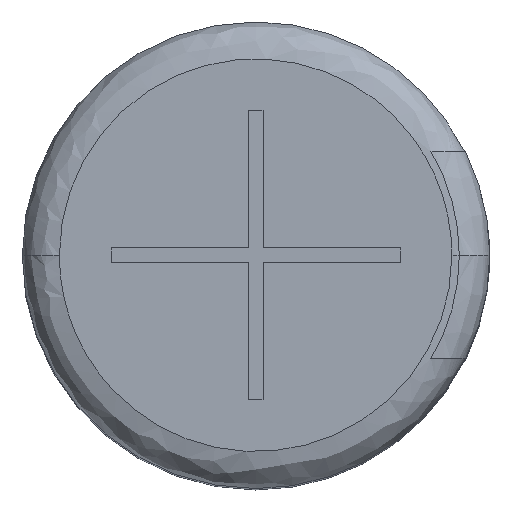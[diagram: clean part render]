
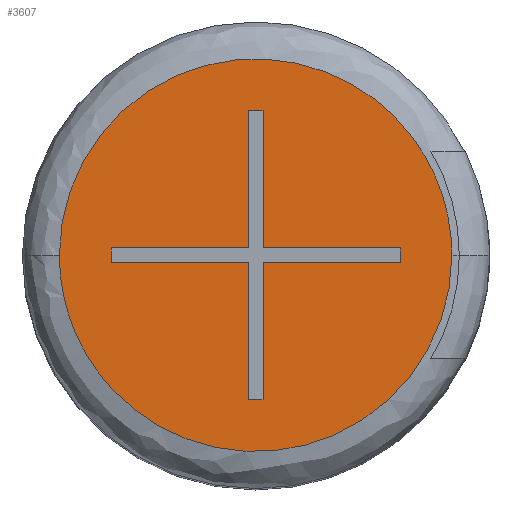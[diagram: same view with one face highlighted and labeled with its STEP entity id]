
A CAD part, top view. The second image highlights one B-rep face of the part: STEP entity #3607.
In plain terms, the highlighted planar face has unit normal (0, 0, 1).
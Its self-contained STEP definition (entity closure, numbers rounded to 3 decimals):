
#10 = DIRECTION ( 'NONE',  ( -1., 0., 0. ) ) ;
#31 = CARTESIAN_POINT ( 'NONE',  ( 1.95, -0.1, 12. ) ) ;
#164 = EDGE_CURVE ( 'NONE', #1317, #813, #1556, .T. ) ;
#176 = VECTOR ( 'NONE', #1527, 1000. ) ;
#197 = CARTESIAN_POINT ( 'NONE',  ( 2.65, -5.3, 12. ) ) ;
#203 = VERTEX_POINT ( 'NONE', #31 ) ;
#208 = EDGE_CURVE ( 'NONE', #3083, #2590, #2459, .T. ) ;
#266 = CARTESIAN_POINT ( 'NONE',  ( 0.1, -0.1, 12. ) ) ;
#293 = CARTESIAN_POINT ( 'NONE',  ( -1.95, 0., 12. ) ) ;
#425 = LINE ( 'NONE', #438, #3745 ) ;
#438 = CARTESIAN_POINT ( 'NONE',  ( 0., 0.1, 12. ) ) ;
#447 = VERTEX_POINT ( 'NONE', #2145 ) ;
#515 = EDGE_CURVE ( 'NONE', #1069, #941, #1835, .T. ) ;
#595 = VERTEX_POINT ( 'NONE', #1339 ) ;
#640 = EDGE_CURVE ( 'NONE', #1890, #1069, #425, .T. ) ;
#680 = ORIENTED_EDGE ( 'NONE', *, *, #208, .F. ) ;
#692 = EDGE_LOOP ( 'NONE', ( #1266, #1077, #1936, #3687, #947, #1661, #1832, #3983, #1909, #3784, #680, #3695 ) ) ;
#813 = VERTEX_POINT ( 'NONE', #266 ) ;
#814 = EDGE_CURVE ( 'NONE', #3586, #447, #1849, .T. ) ;
#822 = VECTOR ( 'NONE', #10, 1000. ) ;
#858 = EDGE_CURVE ( 'NONE', #3835, #1890, #3633, .T. ) ;
#890 = VERTEX_POINT ( 'NONE', #1548 ) ;
#941 = VERTEX_POINT ( 'NONE', #1648 ) ;
#947 = ORIENTED_EDGE ( 'NONE', *, *, #1315, .F. ) ;
#988 = AXIS2_PLACEMENT_3D ( 'NONE', #2112, #2780, #1198 ) ;
#1032 = CARTESIAN_POINT ( 'NONE',  ( 2.65, 5.3, 12. ) ) ;
#1033 = DIRECTION ( 'NONE',  ( -1., 0., 0. ) ) ;
#1034 = VECTOR ( 'NONE', #2712, 1000. ) ;
#1069 = VERTEX_POINT ( 'NONE', #3919 ) ;
#1077 = ORIENTED_EDGE ( 'NONE', *, *, #164, .F. ) ;
#1100 = DIRECTION ( 'NONE',  ( 1., 0., 0. ) ) ;
#1198 = DIRECTION ( 'NONE',  ( 0., 1., 0. ) ) ;
#1254 = DIRECTION ( 'NONE',  ( 0., -1., 0. ) ) ;
#1266 = ORIENTED_EDGE ( 'NONE', *, *, #2176, .F. ) ;
#1304 = DIRECTION ( 'NONE',  ( 1., 0., 0. ) ) ;
#1315 = EDGE_CURVE ( 'NONE', #941, #3586, #1969, .T. ) ;
#1317 = VERTEX_POINT ( 'NONE', #3484 ) ;
#1339 = CARTESIAN_POINT ( 'NONE',  ( 2.65, 0., 12. ) ) ;
#1420 = CARTESIAN_POINT ( 'NONE',  ( -2.65, 0., 12. ) ) ;
#1425 = LINE ( 'NONE', #2651, #3452 ) ;
#1439 = CARTESIAN_POINT ( 'NONE',  ( -2.65, -5.3, 12. ) ) ;
#1495 = CARTESIAN_POINT ( 'NONE',  ( 0., 1.95, 12. ) ) ;
#1527 = DIRECTION ( 'NONE',  ( 0., -1., 0. ) ) ;
#1548 = CARTESIAN_POINT ( 'NONE',  ( 0.1, 1.95, 12. ) ) ;
#1556 = LINE ( 'NONE', #1617, #3290 ) ;
#1617 = CARTESIAN_POINT ( 'NONE',  ( 0.1, 0., 12. ) ) ;
#1624 = ORIENTED_EDGE ( 'NONE', *, *, #2546, .F. ) ;
#1633 = DIRECTION ( 'NONE',  ( 0., 1., 0. ) ) ;
#1648 = CARTESIAN_POINT ( 'NONE',  ( -1.95, -0.1, 12. ) ) ;
#1661 = ORIENTED_EDGE ( 'NONE', *, *, #515, .F. ) ;
#1679 = CARTESIAN_POINT ( 'NONE',  ( -0.1, 1.95, 12. ) ) ;
#1692 = EDGE_CURVE ( 'NONE', #203, #3083, #3182, .T. ) ;
#1747 = VECTOR ( 'NONE', #1992, 1000. ) ;
#1832 = ORIENTED_EDGE ( 'NONE', *, *, #640, .F. ) ;
#1835 = LINE ( 'NONE', #293, #176 ) ;
#1837 = DIRECTION ( 'NONE',  ( 1., 0., 0. ) ) ;
#1849 = LINE ( 'NONE', #2408, #3427 ) ;
#1890 = VERTEX_POINT ( 'NONE', #3715 ) ;
#1909 = ORIENTED_EDGE ( 'NONE', *, *, #3366, .F. ) ;
#1936 = ORIENTED_EDGE ( 'NONE', *, *, #3216, .F. ) ;
#1969 = LINE ( 'NONE', #2852, #2068 ) ;
#1992 = DIRECTION ( 'NONE',  ( 0., 1., 0. ) ) ;
#2027 =( BOUNDED_CURVE ( )  B_SPLINE_CURVE ( 3, ( #3124, #3446, #1032, #3525 ),
 .UNSPECIFIED., .F., .T. ) 
 B_SPLINE_CURVE_WITH_KNOTS ( ( 4, 4 ),
 ( 0.5, 1. ),
 .UNSPECIFIED. ) 
 CURVE ( )  GEOMETRIC_REPRESENTATION_ITEM ( )  RATIONAL_B_SPLINE_CURVE ( ( 1., 0.333, 0.333, 1. ) ) 
 REPRESENTATION_ITEM ( '' )  );
#2068 = VECTOR ( 'NONE', #1304, 1000. ) ;
#2072 = EDGE_CURVE ( 'NONE', #595, #3454, #3813, .T. ) ;
#2112 = CARTESIAN_POINT ( 'NONE',  ( 0., 0., 12. ) ) ;
#2145 = CARTESIAN_POINT ( 'NONE',  ( -0.1, -1.95, 12. ) ) ;
#2164 = FACE_BOUND ( 'NONE', #692, .T. ) ;
#2176 = EDGE_CURVE ( 'NONE', #813, #203, #3425, .T. ) ;
#2408 = CARTESIAN_POINT ( 'NONE',  ( -0.1, 0., 12. ) ) ;
#2446 = PLANE ( 'NONE',  #988 ) ;
#2459 = LINE ( 'NONE', #3706, #822 ) ;
#2546 = EDGE_CURVE ( 'NONE', #3454, #595, #2027, .T. ) ;
#2590 = VERTEX_POINT ( 'NONE', #3743 ) ;
#2651 = CARTESIAN_POINT ( 'NONE',  ( 0., -1.95, 12. ) ) ;
#2659 = VECTOR ( 'NONE', #2725, 1000. ) ;
#2712 = DIRECTION ( 'NONE',  ( 0., -1., 0. ) ) ;
#2725 = DIRECTION ( 'NONE',  ( -1., 0., 0. ) ) ;
#2780 = DIRECTION ( 'NONE',  ( 0., 0., -1. ) ) ;
#2815 = LINE ( 'NONE', #1495, #2659 ) ;
#2829 = DIRECTION ( 'NONE',  ( 0., 1., 0. ) ) ;
#2852 = CARTESIAN_POINT ( 'NONE',  ( 0., -0.1, 12. ) ) ;
#2870 = CARTESIAN_POINT ( 'NONE',  ( 1.95, 0., 12. ) ) ;
#2882 = CARTESIAN_POINT ( 'NONE',  ( 1.95, 0.1, 12. ) ) ;
#2908 = VECTOR ( 'NONE', #1633, 1000. ) ;
#2934 = CARTESIAN_POINT ( 'NONE',  ( -2.65, 0., 12. ) ) ;
#2982 = CARTESIAN_POINT ( 'NONE',  ( 2.65, 0., 12. ) ) ;
#2987 = ORIENTED_EDGE ( 'NONE', *, *, #2072, .F. ) ;
#3082 = CARTESIAN_POINT ( 'NONE',  ( 0., -0.1, 12. ) ) ;
#3083 = VERTEX_POINT ( 'NONE', #2882 ) ;
#3124 = CARTESIAN_POINT ( 'NONE',  ( -2.65, 0., 12. ) ) ;
#3182 = LINE ( 'NONE', #2870, #2908 ) ;
#3216 = EDGE_CURVE ( 'NONE', #447, #1317, #1425, .T. ) ;
#3228 = LINE ( 'NONE', #3520, #1747 ) ;
#3290 = VECTOR ( 'NONE', #2829, 1000. ) ;
#3366 = EDGE_CURVE ( 'NONE', #890, #3835, #2815, .T. ) ;
#3376 = CARTESIAN_POINT ( 'NONE',  ( -0.1, 0., 12. ) ) ;
#3425 = LINE ( 'NONE', #3082, #3935 ) ;
#3427 = VECTOR ( 'NONE', #1254, 1000. ) ;
#3446 = CARTESIAN_POINT ( 'NONE',  ( -2.65, 5.3, 12. ) ) ;
#3452 = VECTOR ( 'NONE', #1100, 1000. ) ;
#3454 = VERTEX_POINT ( 'NONE', #2934 ) ;
#3484 = CARTESIAN_POINT ( 'NONE',  ( 0.1, -1.95, 12. ) ) ;
#3520 = CARTESIAN_POINT ( 'NONE',  ( 0.1, 0., 12. ) ) ;
#3525 = CARTESIAN_POINT ( 'NONE',  ( 2.65, 0., 12. ) ) ;
#3586 = VERTEX_POINT ( 'NONE', #3722 ) ;
#3607 = ADVANCED_FACE ( 'NONE', ( #2164, #3717 ), #2446, .F. ) ;
#3633 = LINE ( 'NONE', #3376, #1034 ) ;
#3687 = ORIENTED_EDGE ( 'NONE', *, *, #814, .F. ) ;
#3695 = ORIENTED_EDGE ( 'NONE', *, *, #1692, .F. ) ;
#3706 = CARTESIAN_POINT ( 'NONE',  ( 0., 0.1, 12. ) ) ;
#3715 = CARTESIAN_POINT ( 'NONE',  ( -0.1, 0.1, 12. ) ) ;
#3717 = FACE_OUTER_BOUND ( 'NONE', #3850, .T. ) ;
#3722 = CARTESIAN_POINT ( 'NONE',  ( -0.1, -0.1, 12. ) ) ;
#3743 = CARTESIAN_POINT ( 'NONE',  ( 0.1, 0.1, 12. ) ) ;
#3745 = VECTOR ( 'NONE', #1033, 1000. ) ;
#3784 = ORIENTED_EDGE ( 'NONE', *, *, #3857, .F. ) ;
#3813 =( BOUNDED_CURVE ( )  B_SPLINE_CURVE ( 3, ( #2982, #197, #1439, #1420 ),
 .UNSPECIFIED., .F., .T. ) 
 B_SPLINE_CURVE_WITH_KNOTS ( ( 4, 4 ),
 ( 0., 0.5 ),
 .UNSPECIFIED. ) 
 CURVE ( )  GEOMETRIC_REPRESENTATION_ITEM ( )  RATIONAL_B_SPLINE_CURVE ( ( 1., 0.333, 0.333, 1. ) ) 
 REPRESENTATION_ITEM ( '' )  );
#3835 = VERTEX_POINT ( 'NONE', #1679 ) ;
#3850 = EDGE_LOOP ( 'NONE', ( #2987, #1624 ) ) ;
#3857 = EDGE_CURVE ( 'NONE', #2590, #890, #3228, .T. ) ;
#3919 = CARTESIAN_POINT ( 'NONE',  ( -1.95, 0.1, 12. ) ) ;
#3935 = VECTOR ( 'NONE', #1837, 1000. ) ;
#3983 = ORIENTED_EDGE ( 'NONE', *, *, #858, .F. ) ;
